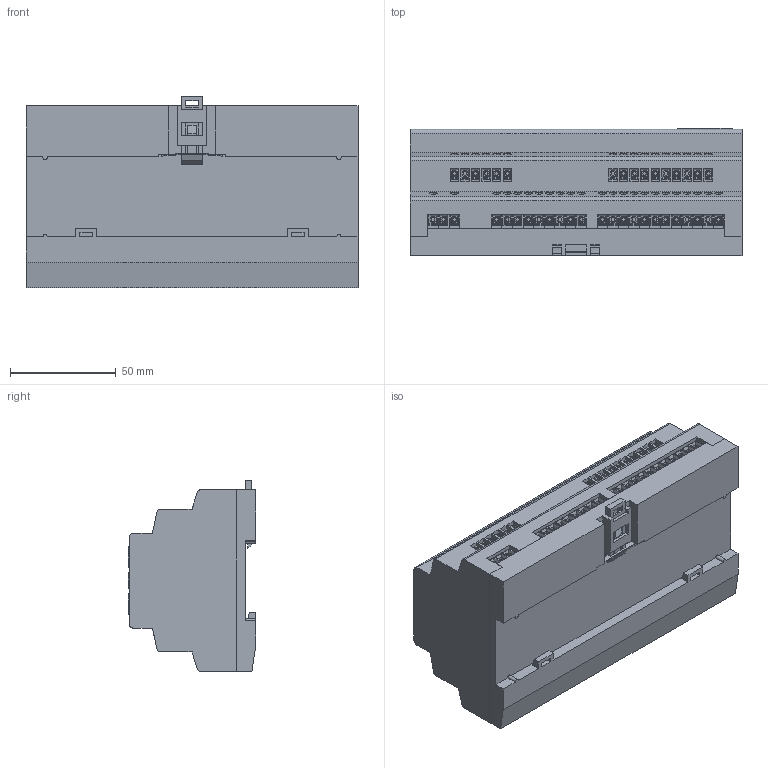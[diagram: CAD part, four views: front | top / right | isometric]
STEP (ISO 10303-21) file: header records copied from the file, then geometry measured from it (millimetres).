
FILE_DESCRIPTION (( 'STEP AP214' ), '1' );
FILE_NAME ('3D Ìîäåëü ÒÐÌ232Ì-01.STEP', '2016-03-24T15:18:33', ( '' ), ( '' ), 'SwSTEP 2.0', 'SolidWorks 2013', '' );
FILE_SCHEMA (( 'AUTOMOTIVE_DESIGN' ));
Length unit declared in the file: millimetre
Products named in the file (10): DIN12M_粢 ﾒﾐﾌ232ﾌ; 扱闀膱; Ëèöåâàÿ ïàíåëü; Çàùåëêà; RJ11; Êëåììà_íèçêàÿ_02_3.5ìì; Êëåììà íèçêàÿ_02_5ìì; Êëåììà_íèçêàÿ_01_5ìì; ÒÐÌ_132_êîðïóñ_äíî; 3D Ìîäåëü ÒÐÌ232Ì-01
Assembly tree (71 placements, depth 2):
  3D Ìîäåëü ÒÐÌ232Ì-01
    ÒÐÌ_132_êîðïóñ_äíî
    Êëåììà_íèçêàÿ_01_5ìì  x43
    Êëåììà íèçêàÿ_02_5ìì  x16
    Êëåììà_íèçêàÿ_02_3.5ìì  x6
    RJ11
    Çàùåëêà
    Ëèöåâàÿ ïàíåëü
    扱闀膱
    DIN12M_粢 ﾒﾐﾌ232ﾌ
Bounding box: 157 x 60.21 x 90.35 mm (x, y, z)
Volume: 411859.1 mm3; surface area: 155640.9 mm2
Topology: 269 solids, 269 shells, 4520 faces, 11011 edges, 7282 vertices
Faces by surface type: plane 3228, cylinder 1061, bspline 231
Entity records: 60172 total; most frequent: CARTESIAN_POINT 11540, ORIENTED_EDGE 7950, DIRECTION 6527, EDGE_CURVE 3975, VECTOR 2983, LINE 2983, VERTEX_POINT 2646, AXIS2_PLACEMENT_3D 1772
